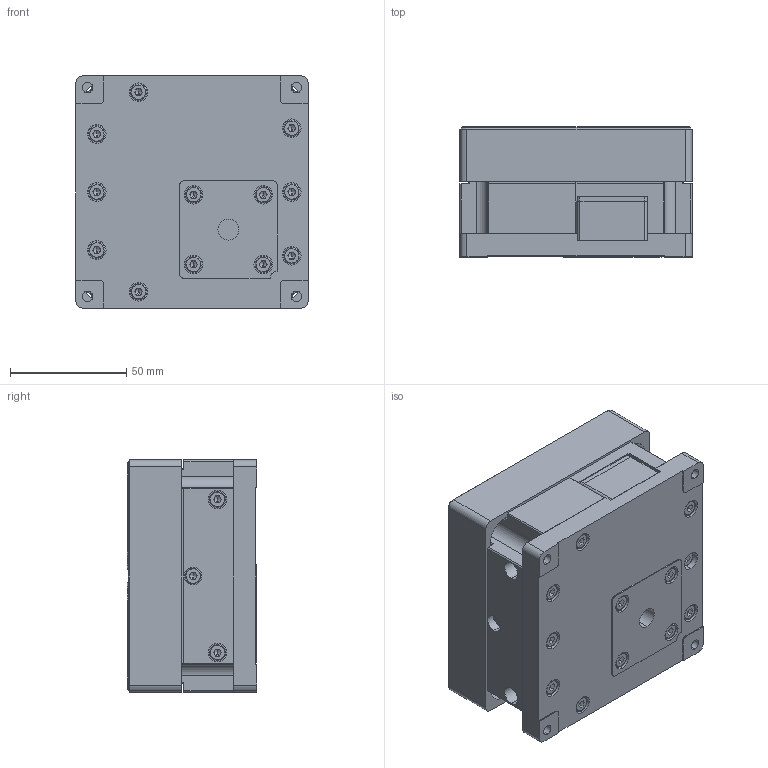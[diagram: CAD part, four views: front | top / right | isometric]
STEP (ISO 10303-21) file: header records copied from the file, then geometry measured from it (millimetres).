
FILE_DESCRIPTION (( 'STEP AP203' ), '1' );
FILE_NAME ('526965.STEP', '2025-07-21T08:46:48', ( '' ), ( '' ), 'SwSTEP 2.0', 'SolidWorks 2020', '' );
FILE_SCHEMA (( 'CONFIG_CONTROL_DESIGN' ));
Length unit declared in the file: millimetre
Products named in the file (13): 鎮湛裔_LA4-4515T-V1-20240912; 價釱_LA4-4515T-V1-20241129; socket head cap screw 4762_din_EN ISO 4762 M3 x 5 - 5N; 價釱_VS3-1015TG-V1-20240914; socket head cap screw 4762_din_EN ISO 4762 M2 x 3 - 3N; 耜醱俋褲_VS3-1015TG-V1-20240914; socket csink head cap screw 10642_din_EN ISO 10642 - M4 x 8 - 8N; ATOM; 怢醱_VS3-1015TG-V1-20240914; socket head cap screw 4762_din_EN ISO 4762 M4 x 6 - 6N; LA4-4515T-V1-20240912-郪蚾; 絳寢盓殤1_VS3-1015TG-V1-20240914; 526965
Assembly tree (32 placements, depth 3):
  526965
    價釱_VS3-1015TG-V1-20240914
    絳寢盓殤1_VS3-1015TG-V1-20240914
    怢醱_VS3-1015TG-V1-20240914
    耜醱俋褲_VS3-1015TG-V1-20240914
    LA4-4515T-V1-20240912-郪蚾
      價釱_LA4-4515T-V1-20241129
      鎮湛裔_LA4-4515T-V1-20240912
    ATOM
    socket csink head cap screw 10642_din_EN ISO 10642 - M4 x 8 - 8N  x4
    socket head cap screw 4762_din_EN ISO 4762 M4 x 6 - 6N  x15
    socket head cap screw 4762_din_EN ISO 4762 M3 x 5 - 5N  x3
    socket head cap screw 4762_din_EN ISO 4762 M2 x 3 - 3N  x2
Bounding box: 100 x 56 x 100 mm (x, y, z)
Volume: 357188.7 mm3; surface area: 125452.4 mm2
Topology: 30 solids, 31 shells, 2057 faces, 5391 edges, 3437 vertices
Faces by surface type: plane 1089, cylinder 577, cone 196, bspline 195
Entity records: 56900 total; most frequent: CARTESIAN_POINT 17326, ORIENTED_EDGE 8246, DIRECTION 7035, EDGE_CURVE 4163, VERTEX_POINT 2779, AXIS2_PLACEMENT_3D 2356, LINE 2323, VECTOR 2323
